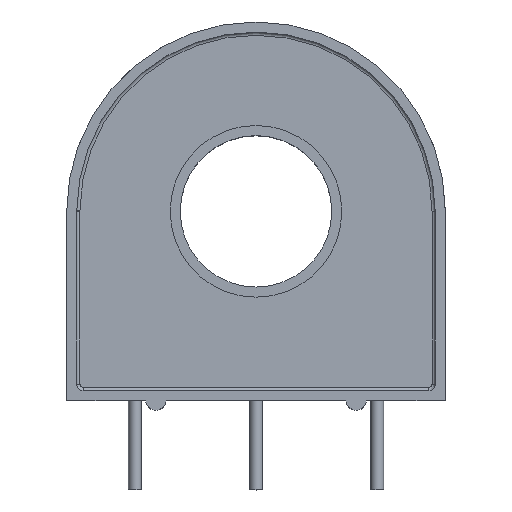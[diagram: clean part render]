
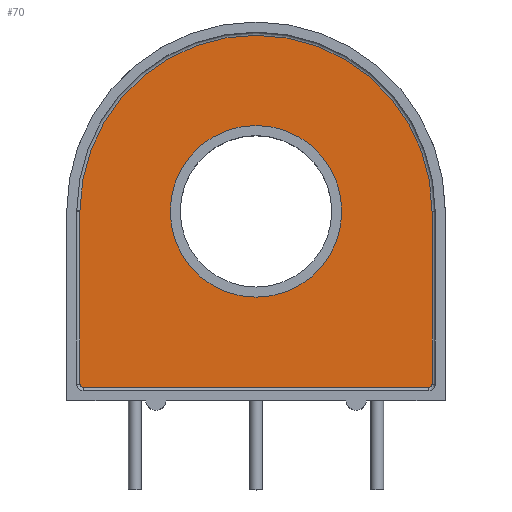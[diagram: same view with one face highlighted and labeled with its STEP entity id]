
A CAD part, top view. The second image highlights one B-rep face of the part: STEP entity #70.
In plain terms, the highlighted planar face has unit normal (0, 0, 1).
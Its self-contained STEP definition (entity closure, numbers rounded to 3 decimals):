
#70=ADVANCED_FACE('',(#141,#142),#143,.T.);
#141=FACE_OUTER_BOUND('',#248,.T.);
#142=FACE_BOUND('',#249,.T.);
#143=PLANE('',#250);
#248=EDGE_LOOP('',(#557,#558,#559,#560,#561,#562,#563));
#249=EDGE_LOOP('',(#564,#565));
#250=AXIS2_PLACEMENT_3D('',#566,#567,#568);
#557=ORIENTED_EDGE('',*,*,#776,.T.);
#558=ORIENTED_EDGE('',*,*,#777,.T.);
#559=ORIENTED_EDGE('',*,*,#778,.T.);
#560=ORIENTED_EDGE('',*,*,#779,.T.);
#561=ORIENTED_EDGE('',*,*,#707,.T.);
#562=ORIENTED_EDGE('',*,*,#780,.T.);
#563=ORIENTED_EDGE('',*,*,#781,.T.);
#564=ORIENTED_EDGE('',*,*,#782,.F.);
#565=ORIENTED_EDGE('',*,*,#775,.F.);
#566=CARTESIAN_POINT('',(0.0,0.0,5.36));
#567=DIRECTION('',(0.0,0.0,1.0));
#568=DIRECTION('',(1.0,-0.0,0.0));
#707=EDGE_CURVE('',#957,#954,#958,.T.);
#775=EDGE_CURVE('',#1072,#1070,#1074,.T.);
#776=EDGE_CURVE('',#1075,#1076,#1077,.T.);
#777=EDGE_CURVE('',#1076,#1078,#1079,.T.);
#778=EDGE_CURVE('',#1078,#1080,#1081,.T.);
#779=EDGE_CURVE('',#1080,#957,#1082,.T.);
#780=EDGE_CURVE('',#954,#1083,#1084,.T.);
#781=EDGE_CURVE('',#1083,#1075,#1085,.T.);
#782=EDGE_CURVE('',#1070,#1072,#1086,.T.);
#954=VERTEX_POINT('',#1152);
#957=VERTEX_POINT('',#1155);
#958=CIRCLE('',#1156,11.075);
#1070=VERTEX_POINT('',#1297);
#1072=VERTEX_POINT('',#1300);
#1074=CIRCLE('',#1303,5.4);
#1075=VERTEX_POINT('',#1304);
#1076=VERTEX_POINT('',#1305);
#1077=CIRCLE('',#1306,0.197);
#1078=VERTEX_POINT('',#1307);
#1079=LINE('',#1308,#1309);
#1080=VERTEX_POINT('',#1310);
#1081=CIRCLE('',#1311,0.197);
#1082=LINE('',#1312,#1313);
#1083=VERTEX_POINT('',#1314);
#1084=CIRCLE('',#1315,11.075);
#1085=LINE('',#1316,#1317);
#1086=CIRCLE('',#1318,5.4);
#1152=CARTESIAN_POINT('',(-11.075,11.972,5.36));
#1155=CARTESIAN_POINT('',(11.075,11.91,5.36));
#1156=AXIS2_PLACEMENT_3D('',#1419,#1420,#1421);
#1297=CARTESIAN_POINT('',(5.4,11.91,5.36));
#1300=CARTESIAN_POINT('',(-5.4,11.91,5.36));
#1303=AXIS2_PLACEMENT_3D('',#1561,#1562,#1563);
#1304=CARTESIAN_POINT('',(-11.075,1.032,5.36));
#1305=CARTESIAN_POINT('',(-10.878,0.835,5.36));
#1306=AXIS2_PLACEMENT_3D('',#1564,#1565,#1566);
#1307=CARTESIAN_POINT('',(10.878,0.835,5.36));
#1308=CARTESIAN_POINT('',(-10.878,0.835,5.36));
#1309=VECTOR('',#1567,21.756);
#1310=CARTESIAN_POINT('',(11.075,1.032,5.36));
#1311=AXIS2_PLACEMENT_3D('',#1568,#1569,#1570);
#1312=CARTESIAN_POINT('',(11.075,1.032,5.36));
#1313=VECTOR('',#1571,10.878);
#1314=CARTESIAN_POINT('',(-11.075,11.91,5.36));
#1315=AXIS2_PLACEMENT_3D('',#1572,#1573,#1574);
#1316=CARTESIAN_POINT('',(-11.075,11.91,5.36));
#1317=VECTOR('',#1575,10.878);
#1318=AXIS2_PLACEMENT_3D('',#1576,#1577,#1578);
#1419=CARTESIAN_POINT('',(0.0,11.91,5.36));
#1420=DIRECTION('',(0.0,0.0,1.0));
#1421=DIRECTION('',(1.0,0.0,0.0));
#1561=CARTESIAN_POINT('',(0.0,11.91,5.36));
#1562=DIRECTION('',(0.0,0.0,1.0));
#1563=DIRECTION('',(-1.0,0.0,0.0));
#1564=CARTESIAN_POINT('',(-10.878,1.032,5.36));
#1565=DIRECTION('',(0.0,0.0,1.0));
#1566=DIRECTION('',(-1.0,0.0,0.0));
#1567=DIRECTION('',(1.0,0.0,0.0));
#1568=CARTESIAN_POINT('',(10.878,1.032,5.36));
#1569=DIRECTION('',(0.0,0.0,1.0));
#1570=DIRECTION('',(0.0,-1.0,0.0));
#1571=DIRECTION('',(0.0,1.0,0.0));
#1572=CARTESIAN_POINT('',(0.0,11.91,5.36));
#1573=DIRECTION('',(0.0,0.0,1.0));
#1574=DIRECTION('',(1.0,0.0,0.0));
#1575=DIRECTION('',(0.0,-1.0,0.0));
#1576=CARTESIAN_POINT('',(0.0,11.91,5.36));
#1577=DIRECTION('',(0.0,0.0,1.0));
#1578=DIRECTION('',(1.0,0.0,0.0));
